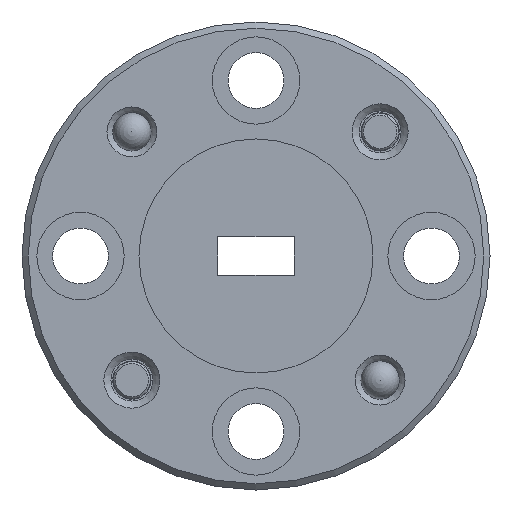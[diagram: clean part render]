
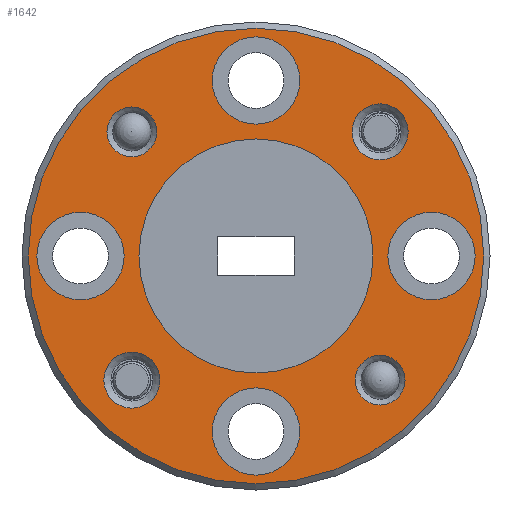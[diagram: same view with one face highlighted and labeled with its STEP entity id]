
A CAD part, front view. The second image highlights one B-rep face of the part: STEP entity #1642.
In plain terms, the highlighted planar face has unit normal (0, -1, 0).
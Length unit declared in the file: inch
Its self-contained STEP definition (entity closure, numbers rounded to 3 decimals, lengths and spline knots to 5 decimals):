
#73=FACE_BOUND('',#481,.T.);
#74=FACE_BOUND('',#482,.T.);
#75=FACE_BOUND('',#483,.T.);
#76=FACE_BOUND('',#484,.T.);
#77=FACE_BOUND('',#485,.T.);
#78=FACE_BOUND('',#486,.T.);
#79=FACE_BOUND('',#487,.T.);
#80=FACE_BOUND('',#488,.T.);
#81=FACE_BOUND('',#489,.T.);
#188=CIRCLE('',#1831,0.365);
#189=CIRCLE('',#1833,0.1875);
#190=CIRCLE('',#1834,0.07);
#191=CIRCLE('',#1835,0.07);
#192=CIRCLE('',#1836,0.07);
#193=CIRCLE('',#1837,0.07);
#194=CIRCLE('',#1838,0.045);
#195=CIRCLE('',#1839,0.045);
#196=CIRCLE('',#1840,0.04);
#197=CIRCLE('',#1841,0.04);
#338=FACE_OUTER_BOUND('',#480,.T.);
#480=EDGE_LOOP('',(#1310));
#481=EDGE_LOOP('',(#1311));
#482=EDGE_LOOP('',(#1312));
#483=EDGE_LOOP('',(#1313));
#484=EDGE_LOOP('',(#1314));
#485=EDGE_LOOP('',(#1315));
#486=EDGE_LOOP('',(#1316));
#487=EDGE_LOOP('',(#1317));
#488=EDGE_LOOP('',(#1318));
#489=EDGE_LOOP('',(#1319));
#816=VERTEX_POINT('',#2769);
#817=VERTEX_POINT('',#2773);
#818=VERTEX_POINT('',#2775);
#819=VERTEX_POINT('',#2777);
#820=VERTEX_POINT('',#2779);
#821=VERTEX_POINT('',#2781);
#822=VERTEX_POINT('',#2783);
#823=VERTEX_POINT('',#2785);
#824=VERTEX_POINT('',#2787);
#825=VERTEX_POINT('',#2789);
#997=EDGE_CURVE('',#816,#816,#188,.T.);
#998=EDGE_CURVE('',#817,#817,#189,.T.);
#999=EDGE_CURVE('',#818,#818,#190,.T.);
#1000=EDGE_CURVE('',#819,#819,#191,.T.);
#1001=EDGE_CURVE('',#820,#820,#192,.T.);
#1002=EDGE_CURVE('',#821,#821,#193,.T.);
#1003=EDGE_CURVE('',#822,#822,#194,.T.);
#1004=EDGE_CURVE('',#823,#823,#195,.T.);
#1005=EDGE_CURVE('',#824,#824,#196,.T.);
#1006=EDGE_CURVE('',#825,#825,#197,.T.);
#1310=ORIENTED_EDGE('',*,*,#997,.F.);
#1311=ORIENTED_EDGE('',*,*,#998,.T.);
#1312=ORIENTED_EDGE('',*,*,#999,.T.);
#1313=ORIENTED_EDGE('',*,*,#1000,.T.);
#1314=ORIENTED_EDGE('',*,*,#1001,.T.);
#1315=ORIENTED_EDGE('',*,*,#1002,.T.);
#1316=ORIENTED_EDGE('',*,*,#1003,.T.);
#1317=ORIENTED_EDGE('',*,*,#1004,.T.);
#1318=ORIENTED_EDGE('',*,*,#1005,.T.);
#1319=ORIENTED_EDGE('',*,*,#1006,.T.);
#1579=PLANE('',#1832);
#1642=ADVANCED_FACE('',(#338,#73,#74,#75,#76,#77,#78,#79,#80,#81),#1579,
 .F.);
#1831=AXIS2_PLACEMENT_3D('',#2771,#2223,#2224);
#1832=AXIS2_PLACEMENT_3D('',#2772,#2225,#2226);
#1833=AXIS2_PLACEMENT_3D('',#2774,#2227,#2228);
#1834=AXIS2_PLACEMENT_3D('',#2776,#2229,#2230);
#1835=AXIS2_PLACEMENT_3D('',#2778,#2231,#2232);
#1836=AXIS2_PLACEMENT_3D('',#2780,#2233,#2234);
#1837=AXIS2_PLACEMENT_3D('',#2782,#2235,#2236);
#1838=AXIS2_PLACEMENT_3D('',#2784,#2237,#2238);
#1839=AXIS2_PLACEMENT_3D('',#2786,#2239,#2240);
#1840=AXIS2_PLACEMENT_3D('',#2788,#2241,#2242);
#1841=AXIS2_PLACEMENT_3D('',#2790,#2243,#2244);
#2223=DIRECTION('center_axis',(0.,1.,0.));
#2224=DIRECTION('ref_axis',(-1.,0.,0.));
#2225=DIRECTION('center_axis',(0.,1.,0.));
#2226=DIRECTION('ref_axis',(-1.,0.,0.));
#2227=DIRECTION('center_axis',(0.,1.,0.));
#2228=DIRECTION('ref_axis',(1.,0.,0.));
#2229=DIRECTION('center_axis',(0.,1.,0.));
#2230=DIRECTION('ref_axis',(0.,0.,-1.));
#2231=DIRECTION('center_axis',(0.,1.,0.));
#2232=DIRECTION('ref_axis',(0.,0.,-1.));
#2233=DIRECTION('center_axis',(0.,1.,0.));
#2234=DIRECTION('ref_axis',(0.,0.,-1.));
#2235=DIRECTION('center_axis',(0.,1.,0.));
#2236=DIRECTION('ref_axis',(0.,0.,-1.));
#2237=DIRECTION('center_axis',(0.,1.,0.));
#2238=DIRECTION('ref_axis',(0.,0.,-1.));
#2239=DIRECTION('center_axis',(0.,1.,0.));
#2240=DIRECTION('ref_axis',(0.,0.,-1.));
#2241=DIRECTION('center_axis',(0.,1.,0.));
#2242=DIRECTION('ref_axis',(0.,0.,-1.));
#2243=DIRECTION('center_axis',(0.,1.,0.));
#2244=DIRECTION('ref_axis',(0.,0.,-1.));
#2769=CARTESIAN_POINT('',(0.365,0.,0.));
#2771=CARTESIAN_POINT('Origin',(0.,0.,0.));
#2772=CARTESIAN_POINT('Origin',(0.,0.,0.));
#2773=CARTESIAN_POINT('',(-0.1875,0.,0.));
#2774=CARTESIAN_POINT('Origin',(0.,0.,0.));
#2775=CARTESIAN_POINT('',(-0.28125,0.,0.07));
#2776=CARTESIAN_POINT('Origin',(-0.28125,0.,0.));
#2777=CARTESIAN_POINT('',(0.28125,0.,0.07));
#2778=CARTESIAN_POINT('Origin',(0.28125,0.,0.));
#2779=CARTESIAN_POINT('',(0.,0.,0.35125));
#2780=CARTESIAN_POINT('Origin',(0.,0.,0.28125));
#2781=CARTESIAN_POINT('',(0.,0.,-0.21125));
#2782=CARTESIAN_POINT('Origin',(0.,0.,-0.28125));
#2783=CARTESIAN_POINT('',(-0.19887,0.,-0.15387));
#2784=CARTESIAN_POINT('Origin',(-0.19887,0.,-0.19887));
#2785=CARTESIAN_POINT('',(0.19887,0.,0.24387));
#2786=CARTESIAN_POINT('Origin',(0.19887,0.,0.19887));
#2787=CARTESIAN_POINT('',(0.19887,0.,-0.15887));
#2788=CARTESIAN_POINT('Origin',(0.19887,0.,-0.19887));
#2789=CARTESIAN_POINT('',(-0.19887,0.,0.23887));
#2790=CARTESIAN_POINT('Origin',(-0.19887,0.,0.19887));
